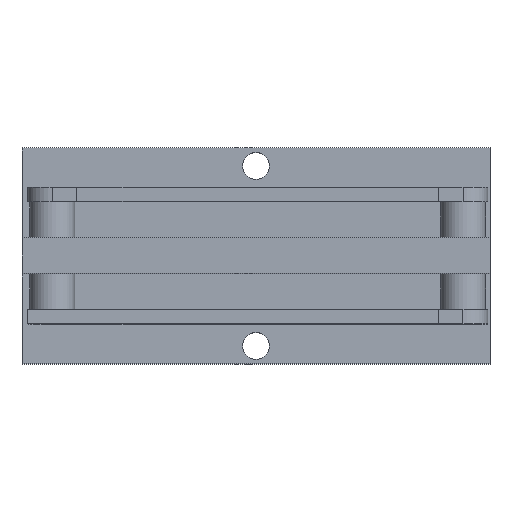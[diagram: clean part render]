
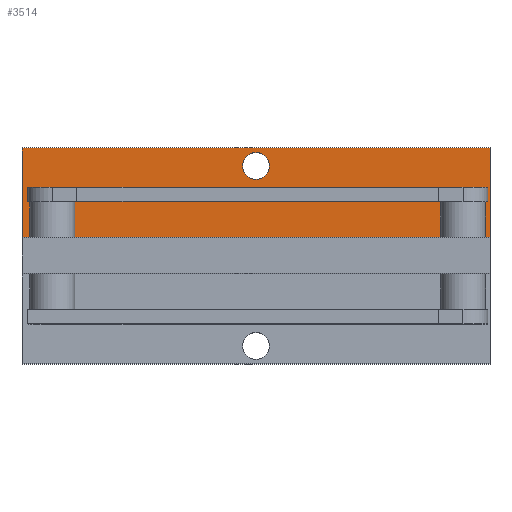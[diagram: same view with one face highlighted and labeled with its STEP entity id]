
A CAD part, top view. The second image highlights one B-rep face of the part: STEP entity #3514.
In plain terms, the highlighted planar face has unit normal (0, 0, 1).
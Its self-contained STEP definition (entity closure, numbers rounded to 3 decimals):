
#2993 = PLANE('',#2994);
#2994 = AXIS2_PLACEMENT_3D('',#2995,#2996,#2997);
#2995 = CARTESIAN_POINT('',(-26.,12.,0.));
#2996 = DIRECTION('',(1.,0.,0.));
#2997 = DIRECTION('',(0.,-1.,0.));
#3049 = PLANE('',#3050);
#3050 = AXIS2_PLACEMENT_3D('',#3051,#3052,#3053);
#3051 = CARTESIAN_POINT('',(26.,-12.,0.));
#3052 = DIRECTION('',(-1.,0.,0.));
#3053 = DIRECTION('',(0.,1.,0.));
#3093 = VERTEX_POINT('',#3094);
#3094 = CARTESIAN_POINT('',(-26.,12.,4.));
#3108 = PLANE('',#3109);
#3109 = AXIS2_PLACEMENT_3D('',#3110,#3111,#3112);
#3110 = CARTESIAN_POINT('',(26.,12.,0.));
#3111 = DIRECTION('',(0.,-1.,0.));
#3112 = DIRECTION('',(-1.,0.,0.));
#3120 = EDGE_CURVE('',#3093,#3121,#3123,.T.);
#3121 = VERTEX_POINT('',#3122);
#3122 = CARTESIAN_POINT('',(-26.,2.,4.));
#3123 = SURFACE_CURVE('',#3124,(#3128,#3135),.PCURVE_S1.);
#3124 = LINE('',#3125,#3126);
#3125 = CARTESIAN_POINT('',(-26.,12.,4.));
#3126 = VECTOR('',#3127,1.);
#3127 = DIRECTION('',(0.,-1.,0.));
#3128 = PCURVE('',#2993,#3129);
#3129 = DEFINITIONAL_REPRESENTATION('',(#3130),#3134);
#3130 = LINE('',#3131,#3132);
#3131 = CARTESIAN_POINT('',(0.,-4.));
#3132 = VECTOR('',#3133,1.);
#3133 = DIRECTION('',(1.,0.));
#3134 = ( GEOMETRIC_REPRESENTATION_CONTEXT(2) 
PARAMETRIC_REPRESENTATION_CONTEXT() REPRESENTATION_CONTEXT('2D SPACE',''
  ) );
#3135 = PCURVE('',#3136,#3141);
#3136 = PLANE('',#3137);
#3137 = AXIS2_PLACEMENT_3D('',#3138,#3139,#3140);
#3138 = CARTESIAN_POINT('',(0.,0.,4.));
#3139 = DIRECTION('',(0.,0.,1.));
#3140 = DIRECTION('',(1.,0.,0.));
#3141 = DEFINITIONAL_REPRESENTATION('',(#3142),#3146);
#3142 = LINE('',#3143,#3144);
#3143 = CARTESIAN_POINT('',(-26.,12.));
#3144 = VECTOR('',#3145,1.);
#3145 = DIRECTION('',(0.,-1.));
#3146 = ( GEOMETRIC_REPRESENTATION_CONTEXT(2) 
PARAMETRIC_REPRESENTATION_CONTEXT() REPRESENTATION_CONTEXT('2D SPACE',''
  ) );
#3247 = VERTEX_POINT('',#3248);
#3248 = CARTESIAN_POINT('',(26.,2.,4.));
#3274 = EDGE_CURVE('',#3247,#3275,#3277,.T.);
#3275 = VERTEX_POINT('',#3276);
#3276 = CARTESIAN_POINT('',(26.,12.,4.));
#3277 = SURFACE_CURVE('',#3278,(#3282,#3289),.PCURVE_S1.);
#3278 = LINE('',#3279,#3280);
#3279 = CARTESIAN_POINT('',(26.,-12.,4.));
#3280 = VECTOR('',#3281,1.);
#3281 = DIRECTION('',(0.,1.,0.));
#3282 = PCURVE('',#3049,#3283);
#3283 = DEFINITIONAL_REPRESENTATION('',(#3284),#3288);
#3284 = LINE('',#3285,#3286);
#3285 = CARTESIAN_POINT('',(0.,-4.));
#3286 = VECTOR('',#3287,1.);
#3287 = DIRECTION('',(1.,0.));
#3288 = ( GEOMETRIC_REPRESENTATION_CONTEXT(2) 
PARAMETRIC_REPRESENTATION_CONTEXT() REPRESENTATION_CONTEXT('2D SPACE',''
  ) );
#3289 = PCURVE('',#3136,#3290);
#3290 = DEFINITIONAL_REPRESENTATION('',(#3291),#3295);
#3291 = LINE('',#3292,#3293);
#3292 = CARTESIAN_POINT('',(26.,-12.));
#3293 = VECTOR('',#3294,1.);
#3294 = DIRECTION('',(0.,1.));
#3295 = ( GEOMETRIC_REPRESENTATION_CONTEXT(2) 
PARAMETRIC_REPRESENTATION_CONTEXT() REPRESENTATION_CONTEXT('2D SPACE',''
  ) );
#3418 = CYLINDRICAL_SURFACE('',#3419,1.5);
#3419 = AXIS2_PLACEMENT_3D('',#3420,#3421,#3422);
#3420 = CARTESIAN_POINT('',(0.,10.,4.));
#3421 = DIRECTION('',(0.,0.,1.));
#3422 = DIRECTION('',(1.,0.,0.));
#3492 = EDGE_CURVE('',#3275,#3093,#3493,.T.);
#3493 = SURFACE_CURVE('',#3494,(#3498,#3505),.PCURVE_S1.);
#3494 = LINE('',#3495,#3496);
#3495 = CARTESIAN_POINT('',(26.,12.,4.));
#3496 = VECTOR('',#3497,1.);
#3497 = DIRECTION('',(-1.,0.,0.));
#3498 = PCURVE('',#3108,#3499);
#3499 = DEFINITIONAL_REPRESENTATION('',(#3500),#3504);
#3500 = LINE('',#3501,#3502);
#3501 = CARTESIAN_POINT('',(0.,-4.));
#3502 = VECTOR('',#3503,1.);
#3503 = DIRECTION('',(1.,0.));
#3504 = ( GEOMETRIC_REPRESENTATION_CONTEXT(2) 
PARAMETRIC_REPRESENTATION_CONTEXT() REPRESENTATION_CONTEXT('2D SPACE',''
  ) );
#3505 = PCURVE('',#3136,#3506);
#3506 = DEFINITIONAL_REPRESENTATION('',(#3507),#3511);
#3507 = LINE('',#3508,#3509);
#3508 = CARTESIAN_POINT('',(26.,12.));
#3509 = VECTOR('',#3510,1.);
#3510 = DIRECTION('',(-1.,0.));
#3511 = ( GEOMETRIC_REPRESENTATION_CONTEXT(2) 
PARAMETRIC_REPRESENTATION_CONTEXT() REPRESENTATION_CONTEXT('2D SPACE',''
  ) );
#3514 = ADVANCED_FACE('',(#3515,#3546),#3136,.T.);
#3515 = FACE_BOUND('',#3516,.T.);
#3516 = EDGE_LOOP('',(#3517,#3518,#3544,#3545));
#3517 = ORIENTED_EDGE('',*,*,#3120,.T.);
#3518 = ORIENTED_EDGE('',*,*,#3519,.T.);
#3519 = EDGE_CURVE('',#3121,#3247,#3520,.T.);
#3520 = SURFACE_CURVE('',#3521,(#3525,#3532),.PCURVE_S1.);
#3521 = LINE('',#3522,#3523);
#3522 = CARTESIAN_POINT('',(-26.,2.,4.));
#3523 = VECTOR('',#3524,1.);
#3524 = DIRECTION('',(1.,0.,0.));
#3525 = PCURVE('',#3136,#3526);
#3526 = DEFINITIONAL_REPRESENTATION('',(#3527),#3531);
#3527 = LINE('',#3528,#3529);
#3528 = CARTESIAN_POINT('',(-26.,2.));
#3529 = VECTOR('',#3530,1.);
#3530 = DIRECTION('',(1.,0.));
#3531 = ( GEOMETRIC_REPRESENTATION_CONTEXT(2) 
PARAMETRIC_REPRESENTATION_CONTEXT() REPRESENTATION_CONTEXT('2D SPACE',''
  ) );
#3532 = PCURVE('',#3533,#3538);
#3533 = PLANE('',#3534);
#3534 = AXIS2_PLACEMENT_3D('',#3535,#3536,#3537);
#3535 = CARTESIAN_POINT('',(-26.,2.,4.));
#3536 = DIRECTION('',(0.,1.,0.));
#3537 = DIRECTION('',(1.,0.,0.));
#3538 = DEFINITIONAL_REPRESENTATION('',(#3539),#3543);
#3539 = LINE('',#3540,#3541);
#3540 = CARTESIAN_POINT('',(0.,0.));
#3541 = VECTOR('',#3542,1.);
#3542 = DIRECTION('',(1.,0.));
#3543 = ( GEOMETRIC_REPRESENTATION_CONTEXT(2) 
PARAMETRIC_REPRESENTATION_CONTEXT() REPRESENTATION_CONTEXT('2D SPACE',''
  ) );
#3544 = ORIENTED_EDGE('',*,*,#3274,.T.);
#3545 = ORIENTED_EDGE('',*,*,#3492,.T.);
#3546 = FACE_BOUND('',#3547,.T.);
#3547 = EDGE_LOOP('',(#3548));
#3548 = ORIENTED_EDGE('',*,*,#3549,.F.);
#3549 = EDGE_CURVE('',#3550,#3550,#3552,.T.);
#3550 = VERTEX_POINT('',#3551);
#3551 = CARTESIAN_POINT('',(1.5,10.,4.));
#3552 = SURFACE_CURVE('',#3553,(#3558,#3565),.PCURVE_S1.);
#3553 = CIRCLE('',#3554,1.5);
#3554 = AXIS2_PLACEMENT_3D('',#3555,#3556,#3557);
#3555 = CARTESIAN_POINT('',(0.,10.,4.));
#3556 = DIRECTION('',(0.,0.,1.));
#3557 = DIRECTION('',(1.,0.,0.));
#3558 = PCURVE('',#3136,#3559);
#3559 = DEFINITIONAL_REPRESENTATION('',(#3560),#3564);
#3560 = CIRCLE('',#3561,1.5);
#3561 = AXIS2_PLACEMENT_2D('',#3562,#3563);
#3562 = CARTESIAN_POINT('',(0.,10.));
#3563 = DIRECTION('',(1.,0.));
#3564 = ( GEOMETRIC_REPRESENTATION_CONTEXT(2) 
PARAMETRIC_REPRESENTATION_CONTEXT() REPRESENTATION_CONTEXT('2D SPACE',''
  ) );
#3565 = PCURVE('',#3418,#3566);
#3566 = DEFINITIONAL_REPRESENTATION('',(#3567),#3571);
#3567 = LINE('',#3568,#3569);
#3568 = CARTESIAN_POINT('',(0.,0.));
#3569 = VECTOR('',#3570,1.);
#3570 = DIRECTION('',(1.,0.));
#3571 = ( GEOMETRIC_REPRESENTATION_CONTEXT(2) 
PARAMETRIC_REPRESENTATION_CONTEXT() REPRESENTATION_CONTEXT('2D SPACE',''
  ) );
